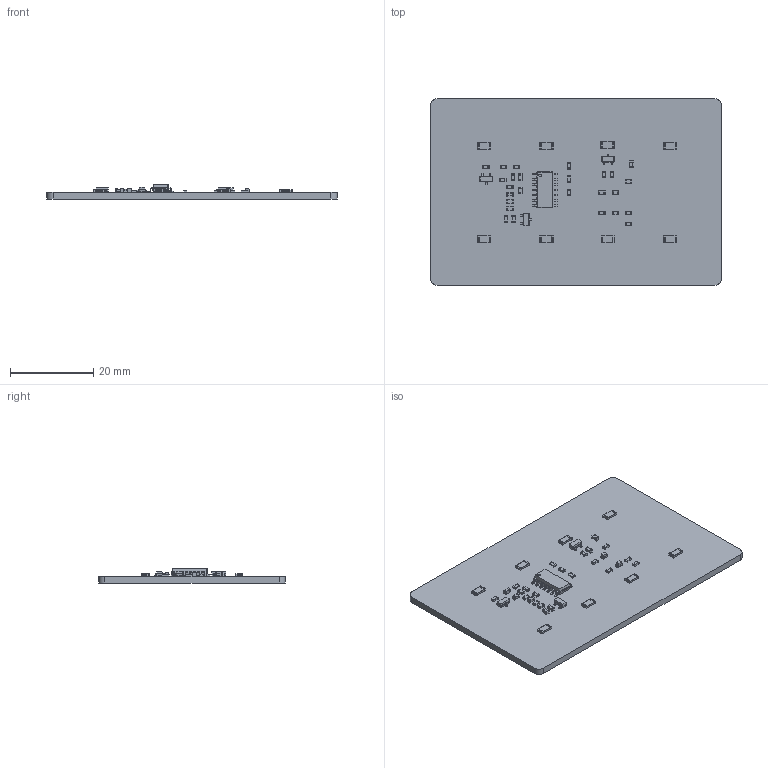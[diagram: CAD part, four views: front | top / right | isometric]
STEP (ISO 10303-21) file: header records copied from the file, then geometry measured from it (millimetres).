
FILE_DESCRIPTION(('KiCad electronic assembly'),'2;1');
FILE_NAME('RainSensor.step','2024-10-06T16:37:34',('Pcbnew'),('Kicad'), 'Open CASCADE STEP processor 7.8','KiCad to STEP converter','Unknown' );
FILE_SCHEMA(('AUTOMOTIVE_DESIGN { 1 0 10303 214 1 1 1 1 }'));
Length unit declared in the file: millimetre
Products named in the file (14): RainSensor 1; SOT-23; SOT_23; C_0603_1608Metric; R_0603_1608Metric; R_1206_3216Metric; LED_0603_1608Metric; SOIC-14_3.9x8.7mm_P1.27mm; SOIC_14_39x87mm_P127mm; RainSensor_PCB
Assembly tree (45 placements, depth 3):
  RainSensor 1
    SOT-23  x3
      SOT_23
    C_0603_1608Metric  x7
      C_0603_1608Metric
    R_0603_1608Metric  x17
      R_0603_1608Metric
    R_1206_3216Metric  x8
      R_1206_3216Metric
    LED_0603_1608Metric  x2
      LED_0603_1608Metric
    SOIC-14_3.9x8.7mm_P1.27mm
      SOIC_14_39x87mm_P127mm
    RainSensor_PCB
Bounding box: 69.9 x 44.9 x 3.4 mm (x, y, z)
Volume: 5124.8 mm3; surface area: 7089 mm2
Topology: 39 solids, 39 shells, 1430 faces, 3683 edges, 2348 vertices
Faces by surface type: plane 914, cylinder 397, bspline 119
Full cylindrical faces by diameter (mm): 0.6 x1
Entity records: 17424 total; most frequent: CARTESIAN_POINT 2711, ORIENTED_EDGE 2388, DIRECTION 2234, EDGE_CURVE 1194, LINE 912, VECTOR 912, VERTEX_POINT 750, AXIS2_PLACEMENT_3D 661
